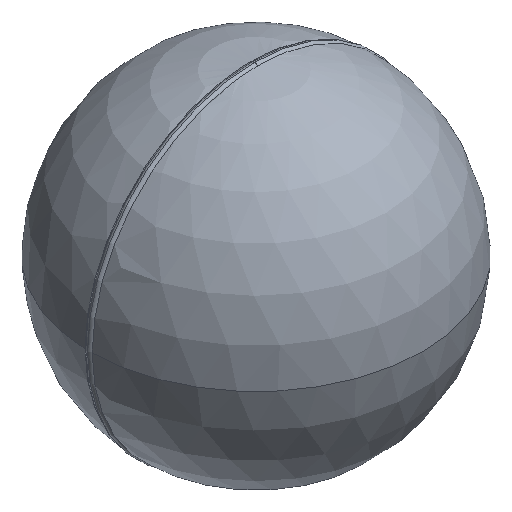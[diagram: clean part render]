
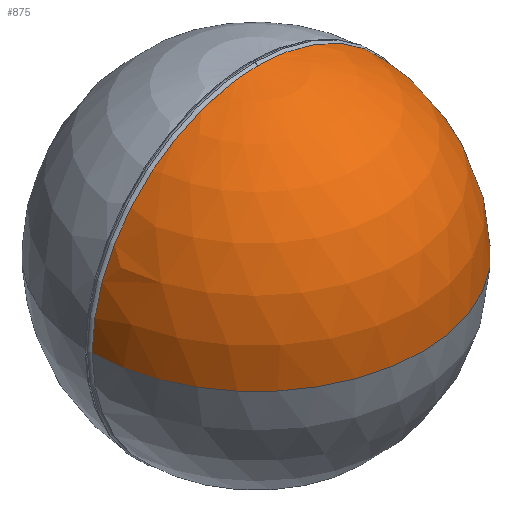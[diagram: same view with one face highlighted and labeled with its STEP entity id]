
A CAD part, isometric view. The second image highlights one B-rep face of the part: STEP entity #875.
In plain terms, the highlighted spherical face has radius 40.876 mm.
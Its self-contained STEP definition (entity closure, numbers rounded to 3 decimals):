
#18 = AXIS2_PLACEMENT_3D ( 'NONE', #524, #530, #522 ) ;
#22 = EDGE_CURVE ( 'NONE', #915, #925, #542, .T. ) ;
#81 = AXIS2_PLACEMENT_3D ( 'NONE', #429, #414, #442 ) ;
#166 = SPHERICAL_SURFACE ( 'NONE', #81, 40.876 ) ;
#178 = FACE_OUTER_BOUND ( 'NONE', #956, .T. ) ;
#258 = CIRCLE ( 'NONE', #597, 40.872 ) ;
#260 = CIRCLE ( 'NONE', #598, 40.876 ) ;
#414 = DIRECTION ( 'NONE',  ( 0., 0., -1. ) ) ;
#429 = CARTESIAN_POINT ( 'NONE',  ( 0., 0., 0. ) ) ;
#442 = DIRECTION ( 'NONE',  ( 1., 0., 0. ) ) ;
#522 = DIRECTION ( 'NONE',  ( -1., 0., 0. ) ) ;
#524 = CARTESIAN_POINT ( 'NONE',  ( 0., 0., 0. ) ) ;
#530 = DIRECTION ( 'NONE',  ( 0., 0., -1. ) ) ;
#542 = CIRCLE ( 'NONE', #18, 40.876 ) ;
#566 = ORIENTED_EDGE ( 'NONE', *, *, #22, .F. ) ;
#575 = ORIENTED_EDGE ( 'NONE', *, *, #1318, .T. ) ;
#580 = ORIENTED_EDGE ( 'NONE', *, *, #1319, .F. ) ;
#597 = AXIS2_PLACEMENT_3D ( 'NONE', #609, #619, #637 ) ;
#598 = AXIS2_PLACEMENT_3D ( 'NONE', #621, #620, #607 ) ;
#607 = DIRECTION ( 'NONE',  ( 1., 0., 0. ) ) ;
#609 = CARTESIAN_POINT ( 'NONE',  ( 0., -0.508, 0. ) ) ;
#619 = DIRECTION ( 'NONE',  ( 0., 1., 0. ) ) ;
#620 = DIRECTION ( 'NONE',  ( 0., 0., 1. ) ) ;
#621 = CARTESIAN_POINT ( 'NONE',  ( 0., 0., 0. ) ) ;
#637 = DIRECTION ( 'NONE',  ( 0., 0., 1. ) ) ;
#875 = ADVANCED_FACE ( 'NONE', ( #178 ), #166, .T. ) ;
#915 = VERTEX_POINT ( 'NONE', #1284 ) ;
#925 = VERTEX_POINT ( 'NONE', #1304 ) ;
#926 = VERTEX_POINT ( 'NONE', #1261 ) ;
#956 = EDGE_LOOP ( 'NONE', ( #566, #575, #580 ) ) ;
#1261 = CARTESIAN_POINT ( 'NONE',  ( 40.872, -0.508, 0. ) ) ;
#1284 = CARTESIAN_POINT ( 'NONE',  ( 0., -40.876, 0. ) ) ;
#1304 = CARTESIAN_POINT ( 'NONE',  ( -40.872, -0.508, 0. ) ) ;
#1318 = EDGE_CURVE ( 'NONE', #915, #926, #260, .T. ) ;
#1319 = EDGE_CURVE ( 'NONE', #925, #926, #258, .T. ) ;
